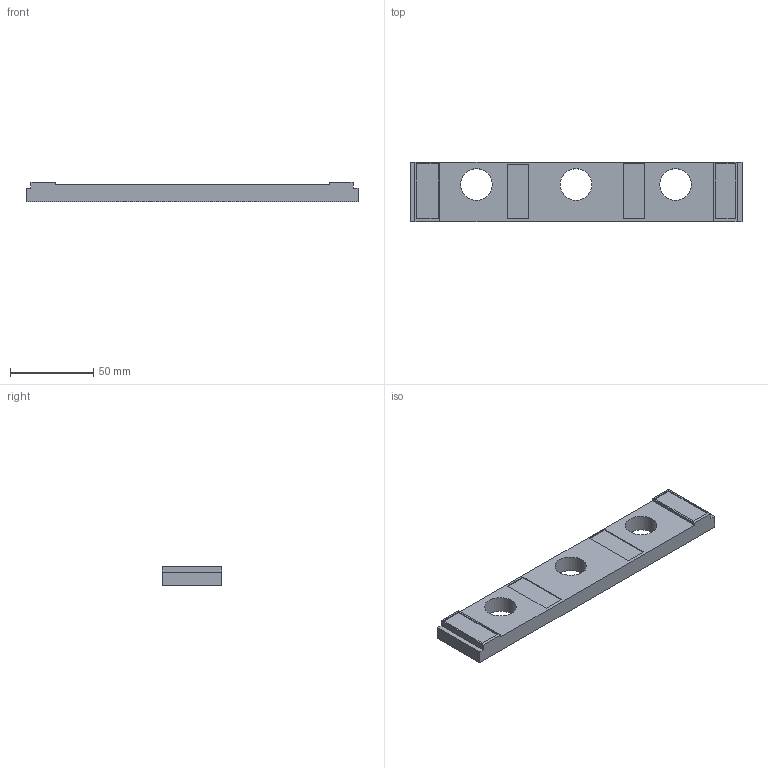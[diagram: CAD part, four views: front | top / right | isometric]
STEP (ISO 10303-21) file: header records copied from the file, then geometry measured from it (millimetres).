
FILE_DESCRIPTION((''),'2;1');
FILE_NAME('01424000.stp','2011-02-16T08:19:28',('engelhardt'),(''),'Autodesk Inventor 2011','Autodesk Inventor 2011','');
FILE_SCHEMA(('AUTOMOTIVE_DESIGN { 1 0 10303 214 1 1 1 1 }'));
Length unit declared in the file: millimetre
Products named in the file (1): 01424000
Bounding box: 200 x 36 x 11.5 mm (x, y, z)
Volume: 23837.6 mm3; surface area: 25037.8 mm2
Topology: 1 solids, 1 shells, 55 faces, 142 edges, 87 vertices
Faces by surface type: plane 49, cylinder 6
Full cylindrical faces by diameter (mm): 19 x3, 23 x3
Entity records: 1634 total; most frequent: CARTESIAN_POINT 276, ORIENTED_EDGE 272, DIRECTION 260, EDGE_CURVE 136, VECTOR 124, LINE 124, VERTEX_POINT 84, EDGE_LOOP 69
